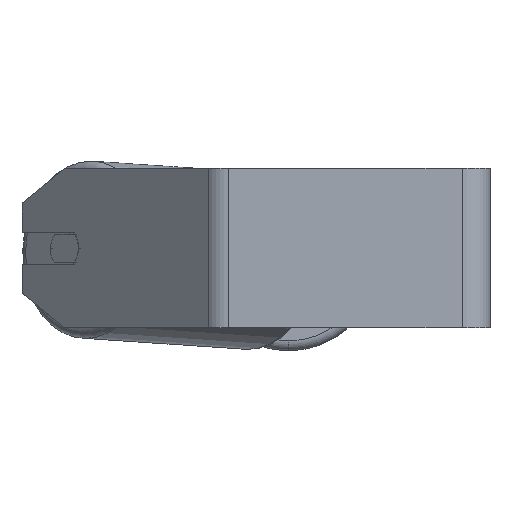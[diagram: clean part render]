
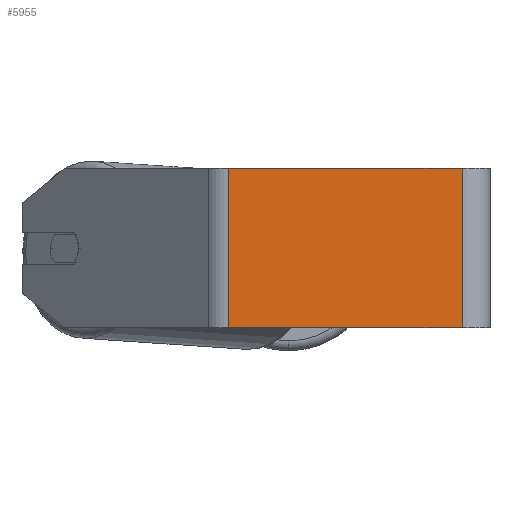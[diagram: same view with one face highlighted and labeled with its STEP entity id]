
A CAD part, left-side view. The second image highlights one B-rep face of the part: STEP entity #5955.
In plain terms, the highlighted planar face has unit normal (-1, 0, 0).
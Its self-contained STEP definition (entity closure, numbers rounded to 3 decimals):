
#379 = FACE_OUTER_BOUND ( 'NONE', #7491, .T. ) ;
#651 = CARTESIAN_POINT ( 'NONE',  ( -275., 131.076, 40. ) ) ;
#731 = DIRECTION ( 'NONE',  ( 0., 0., -1. ) ) ;
#757 = CARTESIAN_POINT ( 'NONE',  ( -275., 131.076, -40. ) ) ;
#817 = EDGE_CURVE ( 'NONE', #7525, #3733, #2024, .T. ) ;
#1098 = CARTESIAN_POINT ( 'NONE',  ( -275., 14., 40. ) ) ;
#1296 = EDGE_CURVE ( 'NONE', #3733, #1602, #2141, .T. ) ;
#1602 = VERTEX_POINT ( 'NONE', #2923 ) ;
#1613 = DIRECTION ( 'NONE',  ( 0., -1., 0. ) ) ;
#2024 = LINE ( 'NONE', #651, #3897 ) ;
#2141 = LINE ( 'NONE', #6886, #2556 ) ;
#2222 = ORIENTED_EDGE ( 'NONE', *, *, #2851, .F. ) ;
#2275 = DIRECTION ( 'NONE',  ( 1., 0., 0. ) ) ;
#2556 = VECTOR ( 'NONE', #4216, 1000. ) ;
#2705 = EDGE_CURVE ( 'NONE', #7525, #6690, #4891, .T. ) ;
#2851 = EDGE_CURVE ( 'NONE', #6690, #1602, #8251, .T. ) ;
#2923 = CARTESIAN_POINT ( 'NONE',  ( -275., 14., -40. ) ) ;
#3733 = VERTEX_POINT ( 'NONE', #757 ) ;
#3897 = VECTOR ( 'NONE', #731, 1000. ) ;
#4216 = DIRECTION ( 'NONE',  ( 0., -1., 0. ) ) ;
#4384 = DIRECTION ( 'NONE',  ( 0., 0., -1. ) ) ;
#4880 = VECTOR ( 'NONE', #4384, 1000. ) ;
#4891 = LINE ( 'NONE', #5478, #8144 ) ;
#4944 = PLANE ( 'NONE',  #6398 ) ;
#5478 = CARTESIAN_POINT ( 'NONE',  ( -275., 136.875, 40. ) ) ;
#5618 = CARTESIAN_POINT ( 'NONE',  ( -275., 136.875, 40. ) ) ;
#5656 = ORIENTED_EDGE ( 'NONE', *, *, #2705, .F. ) ;
#5955 = ADVANCED_FACE ( 'NONE', ( #379 ), #4944, .F. ) ;
#6003 = ORIENTED_EDGE ( 'NONE', *, *, #817, .T. ) ;
#6398 = AXIS2_PLACEMENT_3D ( 'NONE', #5618, #2275, #6781 ) ;
#6690 = VERTEX_POINT ( 'NONE', #7472 ) ;
#6781 = DIRECTION ( 'NONE',  ( 0., 0., -1. ) ) ;
#6886 = CARTESIAN_POINT ( 'NONE',  ( -275., 136.875, -40. ) ) ;
#7451 = CARTESIAN_POINT ( 'NONE',  ( -275., 131.076, 40. ) ) ;
#7472 = CARTESIAN_POINT ( 'NONE',  ( -275., 14., 40. ) ) ;
#7491 = EDGE_LOOP ( 'NONE', ( #7699, #2222, #5656, #6003 ) ) ;
#7525 = VERTEX_POINT ( 'NONE', #7451 ) ;
#7699 = ORIENTED_EDGE ( 'NONE', *, *, #1296, .T. ) ;
#8144 = VECTOR ( 'NONE', #1613, 1000. ) ;
#8251 = LINE ( 'NONE', #1098, #4880 ) ;
